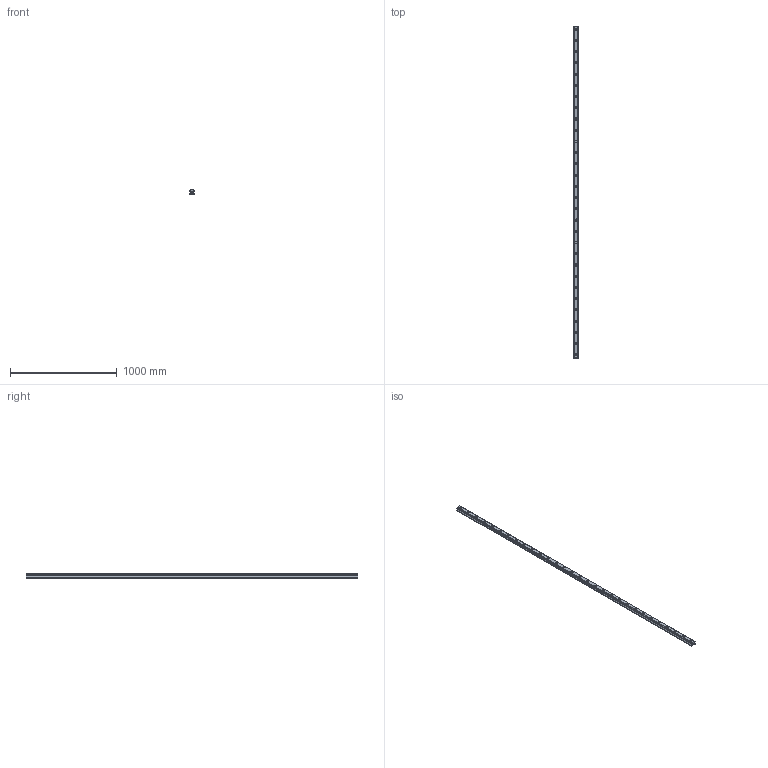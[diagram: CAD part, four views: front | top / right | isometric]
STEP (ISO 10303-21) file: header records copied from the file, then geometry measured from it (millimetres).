
FILE_DESCRIPTION(('STEP AP214'),'1');
FILE_NAME('cctmp_7E46637E-E731-43E1-83E9-C05FC42F1CFB_2020_10_29_12_6_27_973..stp','2020-10-29T11:06:28',('HIWIN GmbH'),('CADClick - www.CADClick.com'),'Spatial InterOp 3D',' ','unknown authorization');
FILE_SCHEMA(('AUTOMOTIVE_DESIGN'));
Length unit declared in the file: millimetre
Products named in the file (1): HGR45R3105H_FILE
Bounding box: 45 x 3105 x 38 mm (x, y, z)
Volume: 4173381 mm3; surface area: 603019.5 mm2
Topology: 1 solids, 1 shells, 367 faces, 813 edges, 542 vertices
Faces by surface type: cylinder 184, plane 183
Entity records: 13235 total; most frequent: DIRECTION 1917, CARTESIAN_POINT 1723, ORIENTED_EDGE 1626, EDGE_CURVE 813, AXIS2_PLACEMENT_3D 736, VERTEX_POINT 542, EDGE_LOOP 461, LINE 445
